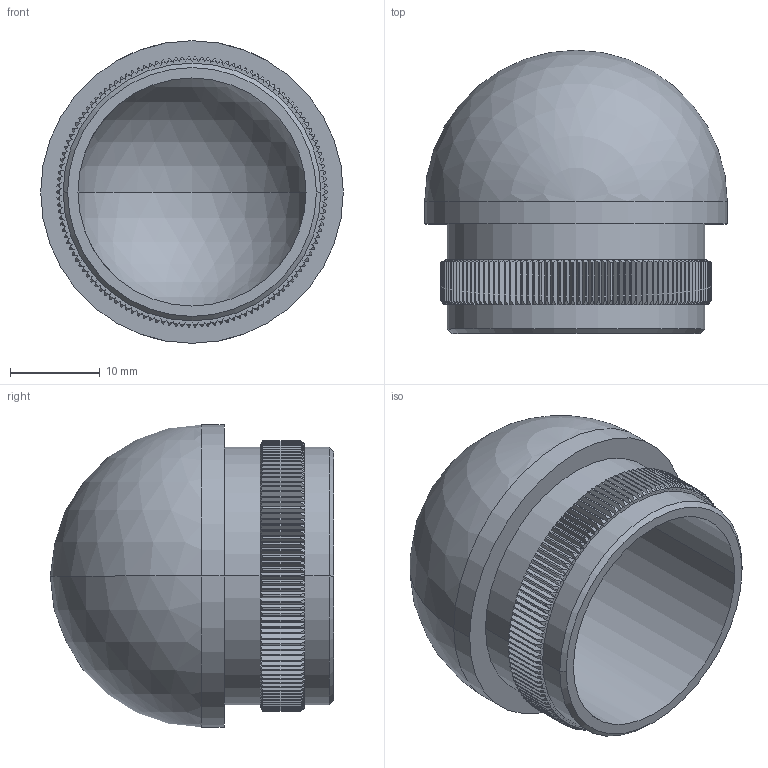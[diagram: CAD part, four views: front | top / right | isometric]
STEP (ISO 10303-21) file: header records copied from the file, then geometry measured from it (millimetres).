
FILE_DESCRIPTION (( 'STEP AP203' ), '1' );
FILE_NAME ('50268-240G.step', '2018-10-25T12:00:58', ( '' ), ( '' ), 'SwSTEP 2.0', 'SolidWorks 2015', '' );
FILE_SCHEMA (( 'CONFIG_CONTROL_DESIGN' ));
Length unit declared in the file: millimetre
Products named in the file (1): 50268-240G
Bounding box: 33.7 x 31.55 x 33.7 mm (x, y, z)
Volume: 8226.8 mm3; surface area: 6210.2 mm2
Topology: 1 solids, 1 shells, 897 faces, 2343 edges, 1473 vertices
Faces by surface type: plane 369, cone 264, cylinder 165, bspline 95, sphere 4
Entity records: 31867 total; most frequent: CARTESIAN_POINT 11099, ORIENTED_EDGE 4678, DIRECTION 3846, EDGE_CURVE 2339, VERTEX_POINT 1471, AXIS2_PLACEMENT_3D 1446, VECTOR 954, LINE 954
